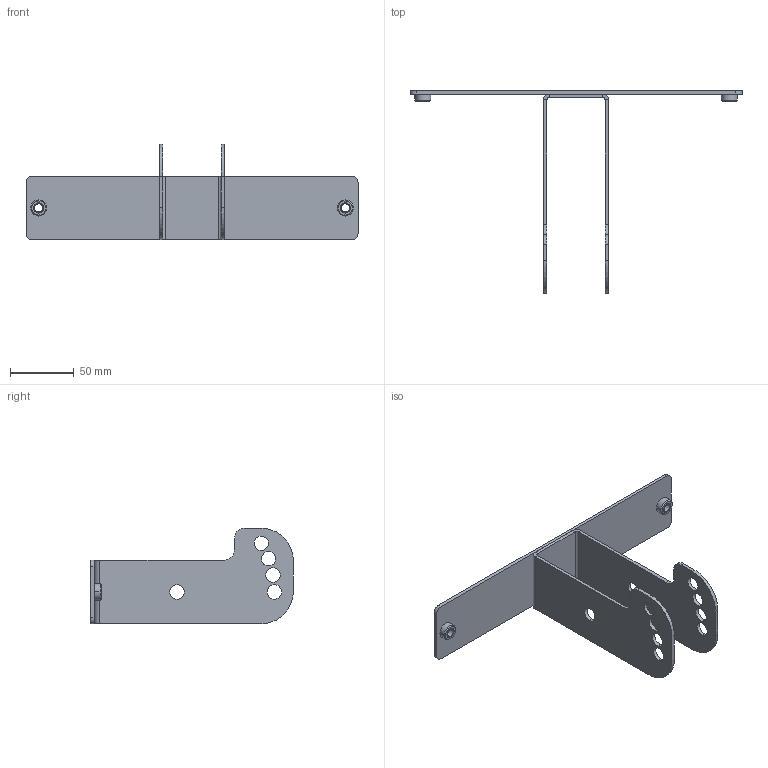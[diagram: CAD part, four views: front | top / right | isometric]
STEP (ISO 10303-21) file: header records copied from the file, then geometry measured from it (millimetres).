
FILE_DESCRIPTION((''),'2;1');
FILE_NAME('193934_ASM','2016-03-07T',('pdmadmin'),(''),'PRO/ENGINEER BY PARAMETRIC TECHNOLOGY CORPORATION, 2013230','PRO/ENGINEER BY PARAMETRIC TECHNOLOGY CORPORATION, 2013230','');
FILE_SCHEMA(('CONFIG_CONTROL_DESIGN'));
Length unit declared in the file: millimetre
Products named in the file (6): 142293_PART_1; PEM_S-M8-1; 142293_PART_1_ASM; 142293_PART_2_AF0; 142293_ASM; 193934_ASM
Assembly tree (7 placements, depth 4):
  193934_ASM
    142293_ASM
      142293_PART_1_ASM
        142293_PART_1
        PEM_S-M8-1  x3
      142293_PART_2_AF0
Bounding box: 260 x 158.66 x 75 mm (x, y, z)
Volume: 84841.2 mm3; surface area: 69878.9 mm2
Topology: 5 solids, 8 shells, 309 faces, 842 edges, 554 vertices
Faces by surface type: plane 239, cylinder 64, cone 6
Entity records: 9189 total; most frequent: CARTESIAN_POINT 1608, ORIENTED_EDGE 1568, DIRECTION 1492, EDGE_CURVE 786, VECTOR 688, LINE 688, VERTEX_POINT 518, AXIS2_PLACEMENT_3D 402
